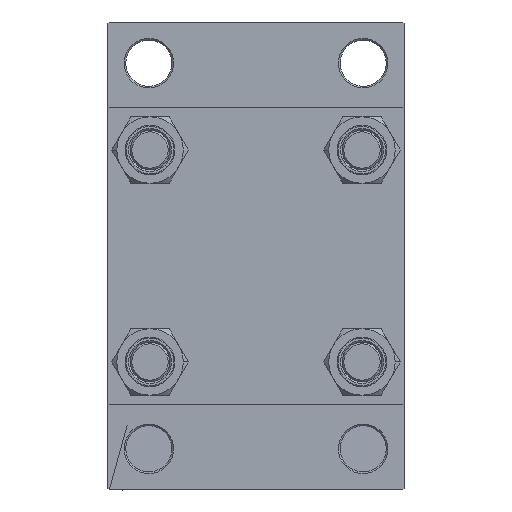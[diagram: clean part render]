
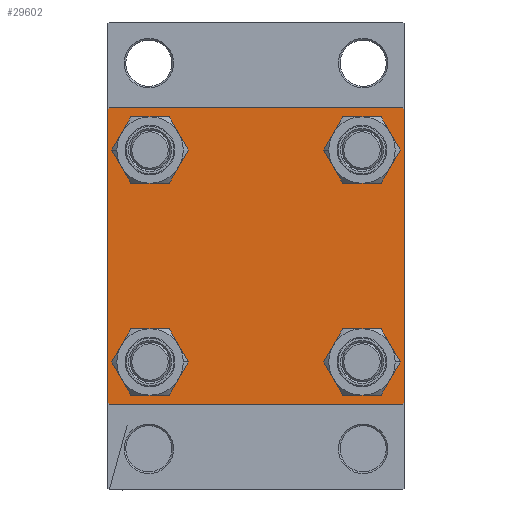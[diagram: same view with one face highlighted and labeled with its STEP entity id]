
A CAD part, left-side view. The second image highlights one B-rep face of the part: STEP entity #29602.
In plain terms, the highlighted planar face has unit normal (-1, 0, 0).
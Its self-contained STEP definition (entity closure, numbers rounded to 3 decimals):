
#1259 = ORIENTED_EDGE ( 'NONE', *, *, #35009, .T. ) ;
#1348 = EDGE_CURVE ( 'NONE', #3470, #17824, #16148, .T. ) ;
#1931 = VECTOR ( 'NONE', #4272, 1000. ) ;
#2254 = CARTESIAN_POINT ( 'NONE',  ( 0., 32.15, 32.15 ) ) ;
#2433 = CIRCLE ( 'NONE', #8504, 6.5 ) ;
#3307 = ORIENTED_EDGE ( 'NONE', *, *, #22624, .T. ) ;
#3470 = VERTEX_POINT ( 'NONE', #36057 ) ;
#3527 = CIRCLE ( 'NONE', #26321, 6.5 ) ;
#3629 = FACE_BOUND ( 'NONE', #13656, .T. ) ;
#4272 = DIRECTION ( 'NONE',  ( 0., -1., 0. ) ) ;
#4291 = VERTEX_POINT ( 'NONE', #35124 ) ;
#4728 = CARTESIAN_POINT ( 'NONE',  ( 0., -44.75, -44.75 ) ) ;
#4776 = CARTESIAN_POINT ( 'NONE',  ( 0., -32.15, 25.65 ) ) ;
#4864 = LINE ( 'NONE', #25815, #28332 ) ;
#5186 = DIRECTION ( 'NONE',  ( 0., 0.707, -0.707 ) ) ;
#5365 = ORIENTED_EDGE ( 'NONE', *, *, #46991, .T. ) ;
#7013 = CARTESIAN_POINT ( 'NONE',  ( 0., -45., 45. ) ) ;
#7085 = VECTOR ( 'NONE', #28495, 1000. ) ;
#7195 = CARTESIAN_POINT ( 'NONE',  ( 0., 45., -44.5 ) ) ;
#7198 = CARTESIAN_POINT ( 'NONE',  ( 0., -32.15, 38.65 ) ) ;
#7320 = CARTESIAN_POINT ( 'NONE',  ( 0., 45., 45. ) ) ;
#7390 = EDGE_CURVE ( 'NONE', #16656, #19329, #4864, .T. ) ;
#8315 = CARTESIAN_POINT ( 'NONE',  ( 0., -32.15, 32.15 ) ) ;
#8504 = AXIS2_PLACEMENT_3D ( 'NONE', #30725, #30955, #9515 ) ;
#8649 = LINE ( 'NONE', #26273, #34789 ) ;
#8765 = FACE_BOUND ( 'NONE', #44726, .T. ) ;
#8798 = EDGE_CURVE ( 'NONE', #32824, #42178, #34490, .T. ) ;
#9442 = LINE ( 'NONE', #16825, #42257 ) ;
#9515 = DIRECTION ( 'NONE',  ( 0., 0., 1. ) ) ;
#10422 = DIRECTION ( 'NONE',  ( 0., 0., -1. ) ) ;
#10431 = EDGE_CURVE ( 'NONE', #41263, #16084, #15486, .T. ) ;
#10933 = ORIENTED_EDGE ( 'NONE', *, *, #27702, .T. ) ;
#12104 = CARTESIAN_POINT ( 'NONE',  ( 0., -32.15, -25.65 ) ) ;
#12355 = DIRECTION ( 'NONE',  ( 1., 0., 0. ) ) ;
#13187 = VERTEX_POINT ( 'NONE', #33996 ) ;
#13656 = EDGE_LOOP ( 'NONE', ( #10933, #32996 ) ) ;
#14814 = DIRECTION ( 'NONE',  ( 0., 0., 1. ) ) ;
#14882 = CARTESIAN_POINT ( 'NONE',  ( 0., 44.5, -45. ) ) ;
#15287 = CARTESIAN_POINT ( 'NONE',  ( 0., 32.15, -32.15 ) ) ;
#15316 = VECTOR ( 'NONE', #40715, 1000. ) ;
#15486 = CIRCLE ( 'NONE', #26121, 6.5 ) ;
#16084 = VERTEX_POINT ( 'NONE', #44593 ) ;
#16148 = LINE ( 'NONE', #4728, #15316 ) ;
#16656 = VERTEX_POINT ( 'NONE', #30737 ) ;
#16825 = CARTESIAN_POINT ( 'NONE',  ( 0., 44.75, 44.75 ) ) ;
#17419 = VERTEX_POINT ( 'NONE', #7195 ) ;
#17729 = CARTESIAN_POINT ( 'NONE',  ( 0., -44.5, 45. ) ) ;
#17792 = EDGE_CURVE ( 'NONE', #30562, #3470, #36447, .T. ) ;
#17824 = VERTEX_POINT ( 'NONE', #43829 ) ;
#17826 = ORIENTED_EDGE ( 'NONE', *, *, #7390, .F. ) ;
#18508 = AXIS2_PLACEMENT_3D ( 'NONE', #15287, #40563, #14814 ) ;
#18635 = ORIENTED_EDGE ( 'NONE', *, *, #10431, .T. ) ;
#19329 = VERTEX_POINT ( 'NONE', #17729 ) ;
#19939 = EDGE_CURVE ( 'NONE', #27544, #26417, #3527, .T. ) ;
#20087 = EDGE_CURVE ( 'NONE', #27776, #17419, #39968, .T. ) ;
#20239 = AXIS2_PLACEMENT_3D ( 'NONE', #27114, #12355, #41674 ) ;
#20399 = VECTOR ( 'NONE', #32260, 1000. ) ;
#20435 = CIRCLE ( 'NONE', #36440, 6.5 ) ;
#20825 = LINE ( 'NONE', #7013, #20399 ) ;
#21092 = ORIENTED_EDGE ( 'NONE', *, *, #29032, .T. ) ;
#21531 = CARTESIAN_POINT ( 'NONE',  ( 0., 32.15, -32.15 ) ) ;
#21705 = FACE_OUTER_BOUND ( 'NONE', #23872, .T. ) ;
#22624 = EDGE_CURVE ( 'NONE', #4291, #19329, #8649, .T. ) ;
#23287 = CARTESIAN_POINT ( 'NONE',  ( 0., 0., 0. ) ) ;
#23872 = EDGE_LOOP ( 'NONE', ( #27491, #21092, #36820, #41185, #28324, #3307, #17826, #1259 ) ) ;
#24032 = DIRECTION ( 'NONE',  ( 1., 0., 0. ) ) ;
#25076 = ORIENTED_EDGE ( 'NONE', *, *, #36610, .T. ) ;
#25339 = DIRECTION ( 'NONE',  ( 0., 0., 1. ) ) ;
#25815 = CARTESIAN_POINT ( 'NONE',  ( 0., 45., 45. ) ) ;
#26121 = AXIS2_PLACEMENT_3D ( 'NONE', #46820, #39443, #46574 ) ;
#26164 = DIRECTION ( 'NONE',  ( 1., 0., 0. ) ) ;
#26273 = CARTESIAN_POINT ( 'NONE',  ( 0., -44.75, 44.75 ) ) ;
#26321 = AXIS2_PLACEMENT_3D ( 'NONE', #8315, #26164, #40259 ) ;
#26417 = VERTEX_POINT ( 'NONE', #7198 ) ;
#26631 = FACE_BOUND ( 'NONE', #26860, .T. ) ;
#26860 = EDGE_LOOP ( 'NONE', ( #18635, #25076 ) ) ;
#27114 = CARTESIAN_POINT ( 'NONE',  ( 0., -32.15, -32.15 ) ) ;
#27188 = EDGE_LOOP ( 'NONE', ( #38759, #34712 ) ) ;
#27382 = CARTESIAN_POINT ( 'NONE',  ( 0., 45., 44.5 ) ) ;
#27491 = ORIENTED_EDGE ( 'NONE', *, *, #20087, .T. ) ;
#27544 = VERTEX_POINT ( 'NONE', #4776 ) ;
#27702 = EDGE_CURVE ( 'NONE', #35771, #13187, #2433, .T. ) ;
#27776 = VERTEX_POINT ( 'NONE', #27382 ) ;
#28324 = ORIENTED_EDGE ( 'NONE', *, *, #46018, .F. ) ;
#28332 = VECTOR ( 'NONE', #40380, 1000. ) ;
#28495 = DIRECTION ( 'NONE',  ( 0., -0.707, -0.707 ) ) ;
#28567 = AXIS2_PLACEMENT_3D ( 'NONE', #2254, #44902, #34894 ) ;
#29032 = EDGE_CURVE ( 'NONE', #17419, #30562, #36379, .T. ) ;
#29602 = ADVANCED_FACE ( 'NONE', ( #37376, #3629, #8765, #26631, #21705 ), #43889, .T. ) ;
#30562 = VERTEX_POINT ( 'NONE', #14882 ) ;
#30652 = AXIS2_PLACEMENT_3D ( 'NONE', #23287, #37852, #40965 ) ;
#30725 = CARTESIAN_POINT ( 'NONE',  ( 0., -32.15, -32.15 ) ) ;
#30737 = CARTESIAN_POINT ( 'NONE',  ( 0., 44.5, 45. ) ) ;
#30955 = DIRECTION ( 'NONE',  ( 1., 0., 0. ) ) ;
#31627 = CIRCLE ( 'NONE', #20239, 6.5 ) ;
#31777 = CARTESIAN_POINT ( 'NONE',  ( 0., 32.15, -38.65 ) ) ;
#32010 = CARTESIAN_POINT ( 'NONE',  ( 0., 32.15, -25.65 ) ) ;
#32260 = DIRECTION ( 'NONE',  ( 0., 0., -1. ) ) ;
#32382 = CIRCLE ( 'NONE', #28567, 6.5 ) ;
#32824 = VERTEX_POINT ( 'NONE', #32010 ) ;
#32996 = ORIENTED_EDGE ( 'NONE', *, *, #40790, .T. ) ;
#33996 = CARTESIAN_POINT ( 'NONE',  ( 0., -32.15, -38.65 ) ) ;
#34490 = CIRCLE ( 'NONE', #18508, 6.5 ) ;
#34709 = EDGE_CURVE ( 'NONE', #26417, #27544, #46053, .T. ) ;
#34712 = ORIENTED_EDGE ( 'NONE', *, *, #19939, .T. ) ;
#34789 = VECTOR ( 'NONE', #44874, 1000. ) ;
#34894 = DIRECTION ( 'NONE',  ( 0., 0., 1. ) ) ;
#35009 = EDGE_CURVE ( 'NONE', #16656, #27776, #9442, .T. ) ;
#35124 = CARTESIAN_POINT ( 'NONE',  ( 0., -45., 44.5 ) ) ;
#35771 = VERTEX_POINT ( 'NONE', #12104 ) ;
#36057 = CARTESIAN_POINT ( 'NONE',  ( 0., -44.5, -45. ) ) ;
#36379 = LINE ( 'NONE', #46150, #7085 ) ;
#36440 = AXIS2_PLACEMENT_3D ( 'NONE', #21531, #42539, #25339 ) ;
#36447 = LINE ( 'NONE', #40487, #1931 ) ;
#36610 = EDGE_CURVE ( 'NONE', #16084, #41263, #32382, .T. ) ;
#36820 = ORIENTED_EDGE ( 'NONE', *, *, #17792, .T. ) ;
#37376 = FACE_BOUND ( 'NONE', #27188, .T. ) ;
#37852 = DIRECTION ( 'NONE',  ( -1., 0., 0. ) ) ;
#37929 = CARTESIAN_POINT ( 'NONE',  ( 0., 32.15, 38.65 ) ) ;
#38355 = CARTESIAN_POINT ( 'NONE',  ( 0., -32.15, 32.15 ) ) ;
#38598 = DIRECTION ( 'NONE',  ( 0., 0., 1. ) ) ;
#38759 = ORIENTED_EDGE ( 'NONE', *, *, #34709, .T. ) ;
#39443 = DIRECTION ( 'NONE',  ( 1., 0., 0. ) ) ;
#39968 = LINE ( 'NONE', #7320, #45358 ) ;
#40259 = DIRECTION ( 'NONE',  ( 0., 0., 1. ) ) ;
#40334 = ORIENTED_EDGE ( 'NONE', *, *, #8798, .T. ) ;
#40380 = DIRECTION ( 'NONE',  ( 0., -1., 0. ) ) ;
#40487 = CARTESIAN_POINT ( 'NONE',  ( 0., 45., -45. ) ) ;
#40563 = DIRECTION ( 'NONE',  ( 1., 0., 0. ) ) ;
#40715 = DIRECTION ( 'NONE',  ( 0., -0.707, 0.707 ) ) ;
#40790 = EDGE_CURVE ( 'NONE', #13187, #35771, #31627, .T. ) ;
#40965 = DIRECTION ( 'NONE',  ( 0., 0., 1. ) ) ;
#41185 = ORIENTED_EDGE ( 'NONE', *, *, #1348, .T. ) ;
#41263 = VERTEX_POINT ( 'NONE', #37929 ) ;
#41527 = AXIS2_PLACEMENT_3D ( 'NONE', #38355, #24032, #38598 ) ;
#41674 = DIRECTION ( 'NONE',  ( 0., 0., 1. ) ) ;
#42178 = VERTEX_POINT ( 'NONE', #31777 ) ;
#42257 = VECTOR ( 'NONE', #5186, 1000. ) ;
#42539 = DIRECTION ( 'NONE',  ( 1., 0., 0. ) ) ;
#43829 = CARTESIAN_POINT ( 'NONE',  ( 0., -45., -44.5 ) ) ;
#43889 = PLANE ( 'NONE',  #30652 ) ;
#44593 = CARTESIAN_POINT ( 'NONE',  ( 0., 32.15, 25.65 ) ) ;
#44726 = EDGE_LOOP ( 'NONE', ( #40334, #5365 ) ) ;
#44874 = DIRECTION ( 'NONE',  ( 0., 0.707, 0.707 ) ) ;
#44902 = DIRECTION ( 'NONE',  ( 1., 0., 0. ) ) ;
#45358 = VECTOR ( 'NONE', #10422, 1000. ) ;
#46018 = EDGE_CURVE ( 'NONE', #4291, #17824, #20825, .T. ) ;
#46053 = CIRCLE ( 'NONE', #41527, 6.5 ) ;
#46150 = CARTESIAN_POINT ( 'NONE',  ( 0., 44.75, -44.75 ) ) ;
#46574 = DIRECTION ( 'NONE',  ( 0., 0., 1. ) ) ;
#46820 = CARTESIAN_POINT ( 'NONE',  ( 0., 32.15, 32.15 ) ) ;
#46991 = EDGE_CURVE ( 'NONE', #42178, #32824, #20435, .T. ) ;
